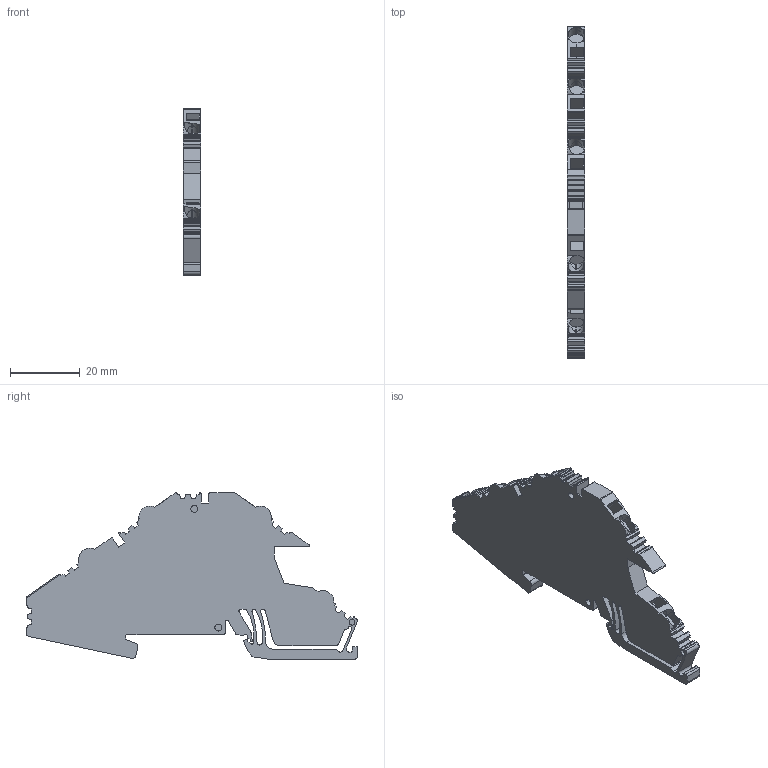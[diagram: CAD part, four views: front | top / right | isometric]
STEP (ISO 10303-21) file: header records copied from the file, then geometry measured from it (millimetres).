
FILE_DESCRIPTION(('CATIA V5R22 STEP214','CAx-IF Rec.Pracs.--- Model Styling and Organization---1.4--- 2014-01-23'),'2;1');
FILE_NAME ('019624-2_0', '2021-02-09T09:27:33+00:00', ('Weidmueller Interface'), ('Weidmueller'), 'CATIA Version 5-6 Release 2016 SP3 HF44', 'CATIA V5 STEP AP214', 'none');
FILE_SCHEMA(('AUTOMOTIVE_DESIGN { 1 0 10303 214 1 1 1 1 }'));
Length unit declared in the file: millimetre
Products named in the file (1): 1720810000_ZDL_2-5S_L_L_PE
Bounding box: 5.1 x 94.98 x 47.59 mm (x, y, z)
Volume: 12854.1 mm3; surface area: 8752.4 mm2
Topology: 4 solids, 4 shells, 509 faces, 1519 edges, 1027 vertices
Faces by surface type: plane 344, cylinder 165
Entity records: 16925 total; most frequent: CARTESIAN_POINT 3660, ORIENTED_EDGE 3038, DIRECTION 2275, EDGE_CURVE 1519, VECTOR 1131, LINE 1131, VERTEX_POINT 1027, AXIS2_PLACEMENT_3D 710
